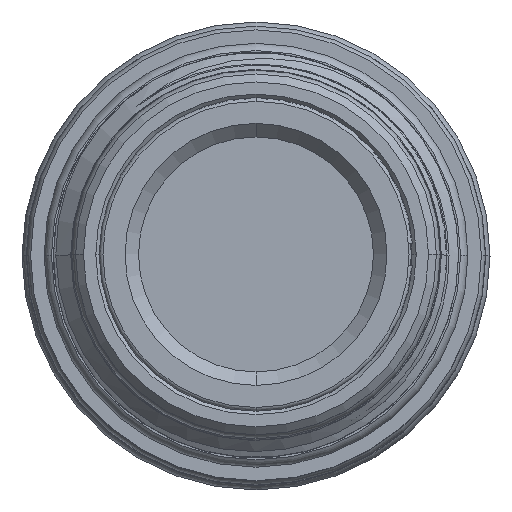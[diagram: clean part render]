
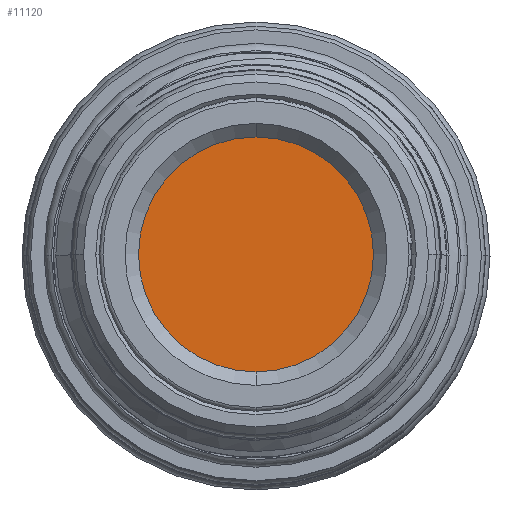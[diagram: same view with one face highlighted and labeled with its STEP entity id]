
A CAD part, top view. The second image highlights one B-rep face of the part: STEP entity #11120.
In plain terms, the highlighted planar face has unit normal (0, 0, 1).
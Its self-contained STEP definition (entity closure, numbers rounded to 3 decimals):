
#248 = DIRECTION ( 'NONE',  ( 1., 0., 0. ) ) ;
#1358 = PLANE ( 'NONE',  #13276 ) ;
#1731 = DIRECTION ( 'NONE',  ( 1., 0., 0. ) ) ;
#2552 = CIRCLE ( 'NONE', #10376, 10.337 ) ;
#2556 = CARTESIAN_POINT ( 'NONE',  ( 0., 0., 28.365 ) ) ;
#2686 = VERTEX_POINT ( 'NONE', #7541 ) ;
#3130 = CARTESIAN_POINT ( 'NONE',  ( 0., 0., 28.365 ) ) ;
#3971 = CARTESIAN_POINT ( 'NONE',  ( 0., -10.337, 28.365 ) ) ;
#5561 = ORIENTED_EDGE ( 'NONE', *, *, #7768, .F. ) ;
#5881 = DIRECTION ( 'NONE',  ( 0., 0., -1. ) ) ;
#7541 = CARTESIAN_POINT ( 'NONE',  ( 0., 10.337, 28.365 ) ) ;
#7548 = VERTEX_POINT ( 'NONE', #3971 ) ;
#7768 = EDGE_CURVE ( 'NONE', #2686, #7548, #2552, .T. ) ;
#8190 = EDGE_CURVE ( 'NONE', #7548, #2686, #17999, .T. ) ;
#8708 = CARTESIAN_POINT ( 'NONE',  ( 0., 0., 28.365 ) ) ;
#8926 = EDGE_LOOP ( 'NONE', ( #18499, #5561 ) ) ;
#9079 = DIRECTION ( 'NONE',  ( 0., 0., 1. ) ) ;
#9366 = FACE_OUTER_BOUND ( 'NONE', #8926, .T. ) ;
#10376 = AXIS2_PLACEMENT_3D ( 'NONE', #8708, #5881, #248 ) ;
#11120 = ADVANCED_FACE ( 'NONE', ( #9366 ), #1358, .T. ) ;
#11351 = AXIS2_PLACEMENT_3D ( 'NONE', #2556, #13824, #16790 ) ;
#13276 = AXIS2_PLACEMENT_3D ( 'NONE', #3130, #9079, #1731 ) ;
#13824 = DIRECTION ( 'NONE',  ( 0., 0., -1. ) ) ;
#16790 = DIRECTION ( 'NONE',  ( 1., 0., 0. ) ) ;
#17999 = CIRCLE ( 'NONE', #11351, 10.337 ) ;
#18499 = ORIENTED_EDGE ( 'NONE', *, *, #8190, .F. ) ;
